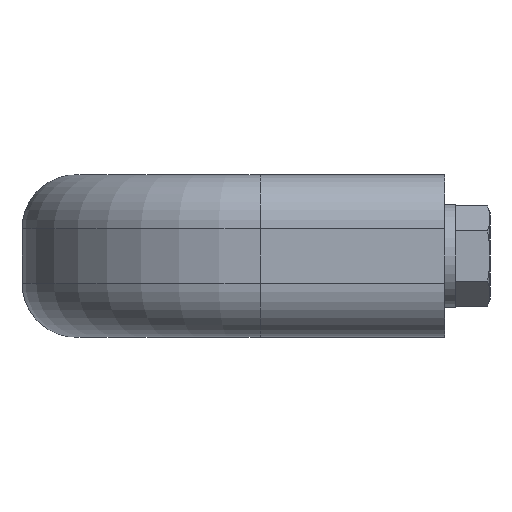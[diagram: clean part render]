
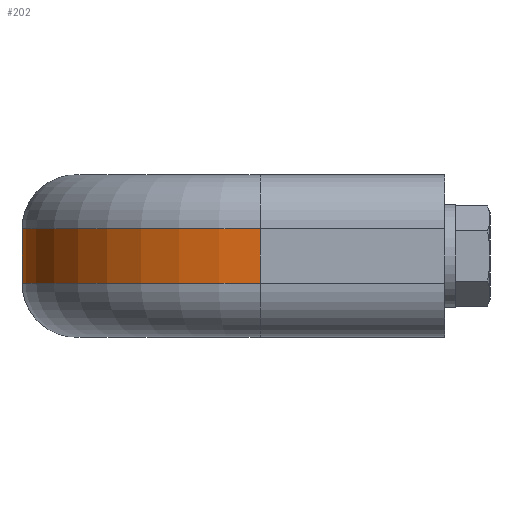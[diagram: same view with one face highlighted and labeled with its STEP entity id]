
A CAD part, left-side view. The second image highlights one B-rep face of the part: STEP entity #202.
In plain terms, the highlighted cylindrical face has radius 22 mm (diameter 44 mm), a partial arc.
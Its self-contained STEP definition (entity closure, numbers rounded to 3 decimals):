
#202 = ADVANCED_FACE( '', ( #427 ), #428, .T. );
#427 = FACE_OUTER_BOUND( '', #662, .T. );
#428 = CYLINDRICAL_SURFACE( '', #663, 22. );
#662 = EDGE_LOOP( '', ( #1128, #1129, #1130, #1131 ) );
#663 = AXIS2_PLACEMENT_3D( '', #1132, #1133, #1134 );
#1128 = ORIENTED_EDGE( '', *, *, #1268, .T. );
#1129 = ORIENTED_EDGE( '', *, *, #1300, .F. );
#1130 = ORIENTED_EDGE( '', *, *, #1388, .F. );
#1131 = ORIENTED_EDGE( '', *, *, #1340, .T. );
#1132 = CARTESIAN_POINT( '', ( 17., 17., -7.5 ) );
#1133 = DIRECTION( '', ( 0., 0., 1. ) );
#1134 = DIRECTION( '', ( -1., 0., 0. ) );
#1268 = EDGE_CURVE( '', #1486, #1460, #1487, .T. );
#1300 = EDGE_CURVE( '', #1537, #1460, #1538, .T. );
#1340 = EDGE_CURVE( '', #1425, #1486, #1595, .T. );
#1388 = EDGE_CURVE( '', #1425, #1537, #1656, .T. );
#1425 = VERTEX_POINT( '', #1693 );
#1460 = VERTEX_POINT( '', #1747 );
#1486 = VERTEX_POINT( '', #1785 );
#1487 = CIRCLE( '', #1786, 22. );
#1537 = VERTEX_POINT( '', #1847 );
#1538 = LINE( '', #1848, #1849 );
#1595 = LINE( '', #1936, #1937 );
#1656 = CIRCLE( '', #2034, 22. );
#1693 = CARTESIAN_POINT( '', ( -5., 17., -2.5 ) );
#1747 = CARTESIAN_POINT( '', ( 17., 39., 2.5 ) );
#1785 = CARTESIAN_POINT( '', ( -5., 17., 2.5 ) );
#1786 = AXIS2_PLACEMENT_3D( '', #2129, #2130, #2131 );
#1847 = CARTESIAN_POINT( '', ( 17., 39., -2.5 ) );
#1848 = CARTESIAN_POINT( '', ( 17., 39., -2.5 ) );
#1849 = VECTOR( '', #2182, 1000. );
#1936 = CARTESIAN_POINT( '', ( -5., 17., -2.5 ) );
#1937 = VECTOR( '', #2229, 1000. );
#2034 = AXIS2_PLACEMENT_3D( '', #2270, #2271, #2272 );
#2129 = CARTESIAN_POINT( '', ( 17., 17., 2.5 ) );
#2130 = DIRECTION( '', ( 0., 0., -1. ) );
#2131 = DIRECTION( '', ( -1., 0., 0. ) );
#2182 = DIRECTION( '', ( 0., 0., 1. ) );
#2229 = DIRECTION( '', ( 0., 0., 1. ) );
#2270 = CARTESIAN_POINT( '', ( 17., 17., -2.5 ) );
#2271 = DIRECTION( '', ( 0., 0., -1. ) );
#2272 = DIRECTION( '', ( -1., 0., 0. ) );
